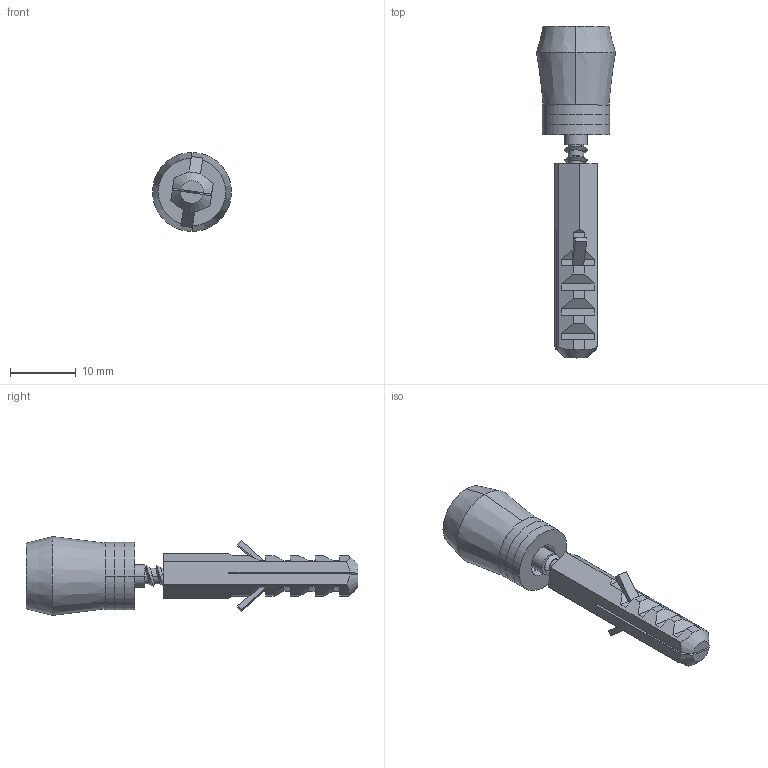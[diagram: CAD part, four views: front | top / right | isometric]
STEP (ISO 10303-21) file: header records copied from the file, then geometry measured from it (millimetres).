
FILE_DESCRIPTION (( 'STEP AP203' ), '1' );
FILE_NAME ('1.32.N58.STEP', '2019-03-04T15:23:44', ( '' ), ( '' ), 'SwSTEP 2.0', 'SolidWorks 2018', '' );
FILE_SCHEMA (( 'CONFIG_CONTROL_DESIGN' ));
Length unit declared in the file: millimetre
Products named in the file (1): 1.32.N58
Bounding box: 12 x 50.43 x 12 mm (x, y, z)
Volume: 2086.2 mm3; surface area: 3357.7 mm2
Topology: 7 solids, 7 shells, 241 faces, 636 edges, 407 vertices
Faces by surface type: plane 109, cone 79, cylinder 53
Entity records: 8177 total; most frequent: CARTESIAN_POINT 2289, ORIENTED_EDGE 1268, DIRECTION 1167, EDGE_CURVE 634, AXIS2_PLACEMENT_3D 436, VERTEX_POINT 407, LINE 295, VECTOR 295
